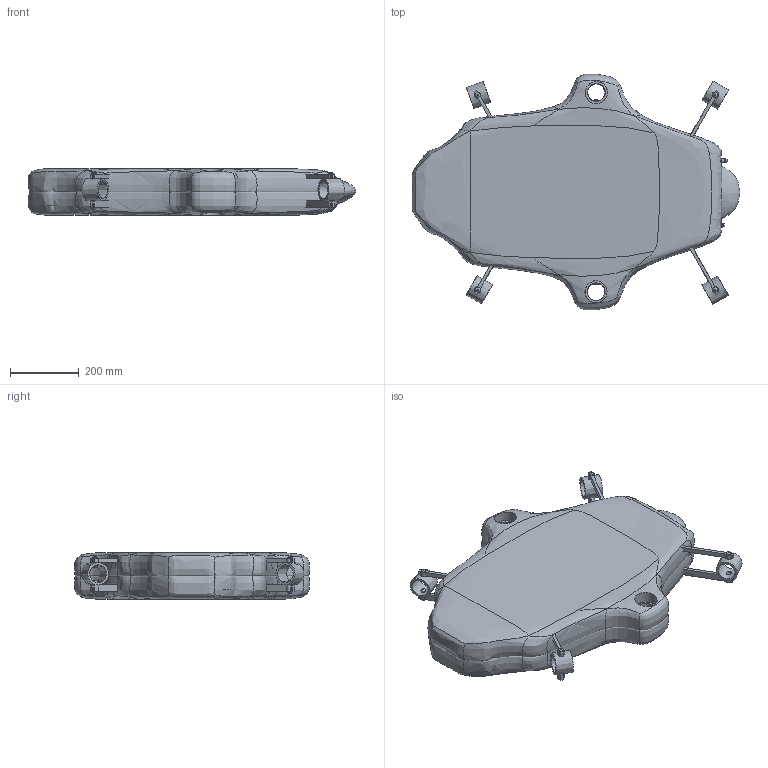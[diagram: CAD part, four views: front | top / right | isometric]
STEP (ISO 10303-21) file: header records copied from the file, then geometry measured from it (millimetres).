
FILE_DESCRIPTION(('FreeCAD Model'),'2;1');
FILE_NAME('Open CASCADE Shape Model','2025-05-05T16:50:23',('FreeCAD'),( 'FreeCAD'),'Open CASCADE STEP processor 7.6','FreeCAD','Unknown');
FILE_SCHEMA(('AUTOMOTIVE_DESIGN { 1 0 10303 214 1 1 1 1 }'));
Products named in the file (1): Open CASCADE STEP translator 7.6 1
Bounding box: 956.74 x 686.98 x 136.73 mm (x, y, z)
Volume: 67872000.8 mm3; surface area: 3282302.3 mm2
Topology: 66 solids, 66 shells, 1411 faces, 3396 edges, 2167 vertices
Faces by surface type: bspline 1411
Entity records: 113051 total; most frequent: CARTESIAN_POINT 93170, ORIENTED_EDGE 6788, EDGE_CURVE 3394, B_SPLINE_CURVE_WITH_KNOTS 2424, VERTEX_POINT 2167, FACE_BOUND 1515, EDGE_LOOP 1515, ADVANCED_FACE 1411
